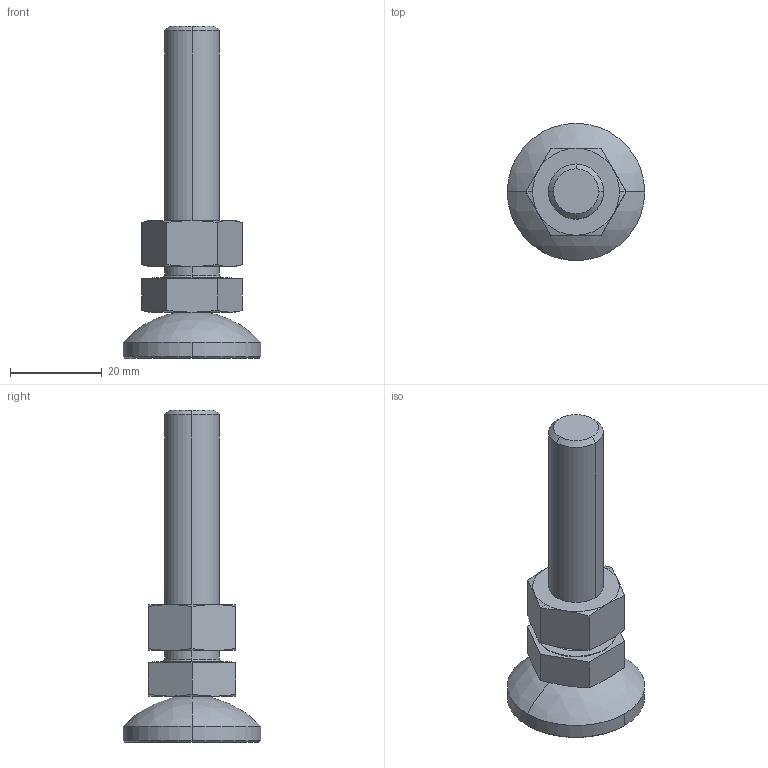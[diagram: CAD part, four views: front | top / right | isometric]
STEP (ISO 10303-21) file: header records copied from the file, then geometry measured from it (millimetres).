
FILE_DESCRIPTION(('STEP AP214'),'1');
FILE_NAME('cctmp_305C9EBB-67F4-4AB4-9795-716CA4CF6D06_2020_1_13_13_16_31_939..stp','2020-01-13T12:16:32',('Bosch Rexroth AG'),('CADClick - www.CADClick.com'),'Spatial InterOp 3D',' ','unknown authorization - (Healing Option Enabled)');
FILE_SCHEMA(('AUTOMOTIVE_DESIGN'));
Length unit declared in the file: millimetre
Products named in the file (1): 2020_01_13__13-16-31-939
Bounding box: 30 x 30 x 72.5 mm (x, y, z)
Volume: 13968.8 mm3; surface area: 6086.9 mm2
Topology: 2 solids, 2 shells, 86 faces, 200 edges, 119 vertices
Faces by surface type: cone 32, cylinder 28, plane 20, torus 4, sphere 2
Entity records: 3550 total; most frequent: CARTESIAN_POINT 859, DIRECTION 442, ORIENTED_EDGE 392, EDGE_CURVE 196, AXIS2_PLACEMENT_3D 182, VERTEX_POINT 119, CIRCLE 94, EDGE_LOOP 93
